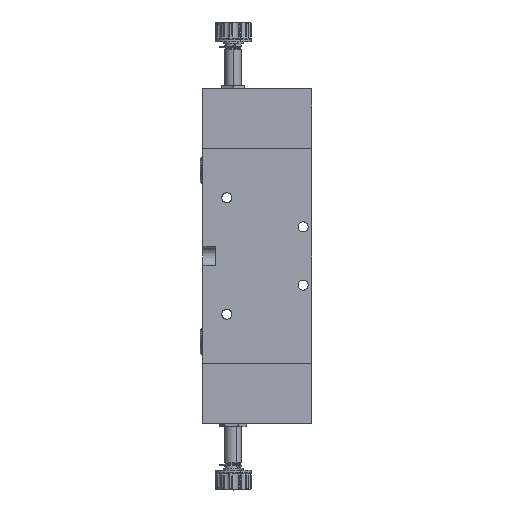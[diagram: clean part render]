
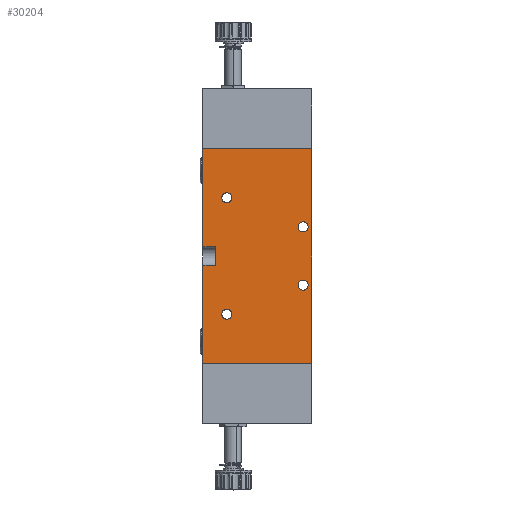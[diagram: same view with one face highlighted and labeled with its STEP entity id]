
A CAD part, left-side view. The second image highlights one B-rep face of the part: STEP entity #30204.
In plain terms, the highlighted planar face has unit normal (-1, 0, 0).
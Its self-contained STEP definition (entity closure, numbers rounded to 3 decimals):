
#509 = LINE ( 'NONE', #76218, #36437 ) ;
#663 = FACE_BOUND ( 'NONE', #55973, .T. ) ;
#1816 = LINE ( 'NONE', #78768, #37760 ) ;
#1936 = CARTESIAN_POINT ( 'NONE',  ( -20., 16.8, 93.75 ) ) ;
#2592 = EDGE_CURVE ( 'NONE', #35743, #77770, #77327, .T. ) ;
#3329 = CARTESIAN_POINT ( 'NONE',  ( -20., 16.8, 29.75 ) ) ;
#3466 = VERTEX_POINT ( 'NONE', #1936 ) ;
#3937 = CARTESIAN_POINT ( 'NONE',  ( -20., 23., 64. ) ) ;
#4404 = VERTEX_POINT ( 'NONE', #37156 ) ;
#4680 = DIRECTION ( 'NONE',  ( 1., 0., 0. ) ) ;
#4834 = LINE ( 'NONE', #75512, #27090 ) ;
#6402 = CARTESIAN_POINT ( 'NONE',  ( -20., 23., 54. ) ) ;
#7610 = ORIENTED_EDGE ( 'NONE', *, *, #16794, .T. ) ;
#8832 = DIRECTION ( 'NONE',  ( 0., 0., -1. ) ) ;
#8943 = CIRCLE ( 'NONE', #71114, 2.75 ) ;
#9066 = VECTOR ( 'NONE', #8832, 1000. ) ;
#9344 = AXIS2_PLACEMENT_3D ( 'NONE', #45266, #4680, #52010 ) ;
#10203 = EDGE_CURVE ( 'NONE', #24216, #77770, #1816, .T. ) ;
#10326 = CARTESIAN_POINT ( 'NONE',  ( -20., 16.8, 27. ) ) ;
#11223 = ORIENTED_EDGE ( 'NONE', *, *, #2592, .T. ) ;
#12232 = DIRECTION ( 'NONE',  ( 1., 0., 0. ) ) ;
#16433 = FACE_BOUND ( 'NONE', #86501, .T. ) ;
#16496 = CARTESIAN_POINT ( 'NONE',  ( -20., -30., 64. ) ) ;
#16794 = EDGE_CURVE ( 'NONE', #23679, #67246, #77756, .T. ) ;
#17087 = DIRECTION ( 'NONE',  ( 0., 0., -1. ) ) ;
#20831 = DIRECTION ( 'NONE',  ( 1., 0., 0. ) ) ;
#22500 = DIRECTION ( 'NONE',  ( 1., 0., 0. ) ) ;
#22618 = ORIENTED_EDGE ( 'NONE', *, *, #76854, .T. ) ;
#22805 = CARTESIAN_POINT ( 'NONE',  ( -20., 16.8, 88.25 ) ) ;
#22847 = VERTEX_POINT ( 'NONE', #60009 ) ;
#23424 = VERTEX_POINT ( 'NONE', #3329 ) ;
#23679 = VERTEX_POINT ( 'NONE', #60313 ) ;
#24216 = VERTEX_POINT ( 'NONE', #6402 ) ;
#25044 = EDGE_LOOP ( 'NONE', ( #35173, #11223, #67307, #86081, #72598, #65978, #84480, #67535 ) ) ;
#25047 = LINE ( 'NONE', #53779, #56801 ) ;
#25083 = CARTESIAN_POINT ( 'NONE',  ( -20., -25.2, 75. ) ) ;
#25415 = VECTOR ( 'NONE', #30149, 1000. ) ;
#25427 = DIRECTION ( 'NONE',  ( 0., 0., -1. ) ) ;
#26901 = EDGE_CURVE ( 'NONE', #24216, #59892, #25047, .T. ) ;
#27090 = VECTOR ( 'NONE', #68767, 1000. ) ;
#27299 = CIRCLE ( 'NONE', #73858, 2.75 ) ;
#28945 = CARTESIAN_POINT ( 'NONE',  ( -20., 16.8, 91. ) ) ;
#29160 = LINE ( 'NONE', #37797, #45057 ) ;
#29628 = AXIS2_PLACEMENT_3D ( 'NONE', #28945, #76263, #35744 ) ;
#29778 = AXIS2_PLACEMENT_3D ( 'NONE', #52768, #12232, #59520 ) ;
#30004 = ORIENTED_EDGE ( 'NONE', *, *, #82599, .T. ) ;
#30149 = DIRECTION ( 'NONE',  ( 0., -1., 0. ) ) ;
#30204 = ADVANCED_FACE ( 'NONE', ( #86441, #663, #36602, #16433, #68360 ), #34204, .F. ) ;
#30962 = EDGE_CURVE ( 'NONE', #22847, #31049, #29160, .T. ) ;
#31049 = VERTEX_POINT ( 'NONE', #65881 ) ;
#31200 = EDGE_CURVE ( 'NONE', #72260, #74421, #509, .T. ) ;
#31737 = EDGE_CURVE ( 'NONE', #22847, #35743, #4834, .T. ) ;
#31908 = DIRECTION ( 'NONE',  ( 0., 0., -1. ) ) ;
#32784 = CARTESIAN_POINT ( 'NONE',  ( -20., 16.8, 27. ) ) ;
#32826 = VERTEX_POINT ( 'NONE', #62280 ) ;
#34204 = PLANE ( 'NONE',  #83705 ) ;
#34446 = AXIS2_PLACEMENT_3D ( 'NONE', #25083, #72465, #31908 ) ;
#35173 = ORIENTED_EDGE ( 'NONE', *, *, #31737, .T. ) ;
#35743 = VERTEX_POINT ( 'NONE', #47251 ) ;
#35744 = DIRECTION ( 'NONE',  ( 0., 0., -1. ) ) ;
#36437 = VECTOR ( 'NONE', #55776, 1000. ) ;
#36602 = FACE_OUTER_BOUND ( 'NONE', #25044, .T. ) ;
#36966 = EDGE_CURVE ( 'NONE', #31049, #74421, #65192, .T. ) ;
#37156 = CARTESIAN_POINT ( 'NONE',  ( -20., 16.8, 24.25 ) ) ;
#37760 = VECTOR ( 'NONE', #71960, 1000. ) ;
#37797 = CARTESIAN_POINT ( 'NONE',  ( -20., -30., 118. ) ) ;
#39560 = CARTESIAN_POINT ( 'NONE',  ( -20., 16.8, 91. ) ) ;
#39577 = DIRECTION ( 'NONE',  ( 0., 0., -1. ) ) ;
#40775 = ORIENTED_EDGE ( 'NONE', *, *, #61320, .T. ) ;
#42538 = EDGE_LOOP ( 'NONE', ( #43651, #47123 ) ) ;
#42583 = CARTESIAN_POINT ( 'NONE',  ( -20., -25.2, 40.25 ) ) ;
#43651 = ORIENTED_EDGE ( 'NONE', *, *, #63127, .T. ) ;
#44389 = CIRCLE ( 'NONE', #71503, 2.75 ) ;
#45057 = VECTOR ( 'NONE', #78344, 1000. ) ;
#45266 = CARTESIAN_POINT ( 'NONE',  ( -20., -25.2, 43. ) ) ;
#46379 = DIRECTION ( 'NONE',  ( 0., 0., -1. ) ) ;
#47123 = ORIENTED_EDGE ( 'NONE', *, *, #78304, .T. ) ;
#47251 = CARTESIAN_POINT ( 'NONE',  ( -20., 30., 64. ) ) ;
#48194 = CARTESIAN_POINT ( 'NONE',  ( -20., 30., 0. ) ) ;
#50087 = ORIENTED_EDGE ( 'NONE', *, *, #70779, .T. ) ;
#52010 = DIRECTION ( 'NONE',  ( 0., 0., -1. ) ) ;
#52768 = CARTESIAN_POINT ( 'NONE',  ( -20., -25.2, 43. ) ) ;
#53441 = CARTESIAN_POINT ( 'NONE',  ( -20., -25.2, 77.75 ) ) ;
#53779 = CARTESIAN_POINT ( 'NONE',  ( -20., -30., 54. ) ) ;
#54259 = EDGE_CURVE ( 'NONE', #59892, #72260, #73246, .T. ) ;
#55776 = DIRECTION ( 'NONE',  ( 0., -1., 0. ) ) ;
#55973 = EDGE_LOOP ( 'NONE', ( #69448, #7610 ) ) ;
#56801 = VECTOR ( 'NONE', #60552, 1000. ) ;
#57617 = DIRECTION ( 'NONE',  ( 1., 0., 0. ) ) ;
#59520 = DIRECTION ( 'NONE',  ( 0., 0., -1. ) ) ;
#59868 = EDGE_CURVE ( 'NONE', #67246, #23679, #69187, .T. ) ;
#59892 = VERTEX_POINT ( 'NONE', #80324 ) ;
#60009 = CARTESIAN_POINT ( 'NONE',  ( -20., 30., 118. ) ) ;
#60313 = CARTESIAN_POINT ( 'NONE',  ( -20., -25.2, 45.75 ) ) ;
#60552 = DIRECTION ( 'NONE',  ( 0., 1., 0. ) ) ;
#61320 = EDGE_CURVE ( 'NONE', #32826, #69618, #76237, .T. ) ;
#61386 = CARTESIAN_POINT ( 'NONE',  ( -20., -30., 118. ) ) ;
#62280 = CARTESIAN_POINT ( 'NONE',  ( -20., -25.2, 72.25 ) ) ;
#63095 = CARTESIAN_POINT ( 'NONE',  ( -20., -25.2, 75. ) ) ;
#63127 = EDGE_CURVE ( 'NONE', #4404, #23424, #67522, .T. ) ;
#65192 = LINE ( 'NONE', #69518, #9066 ) ;
#65881 = CARTESIAN_POINT ( 'NONE',  ( -20., -30., 118. ) ) ;
#65978 = ORIENTED_EDGE ( 'NONE', *, *, #31200, .T. ) ;
#67246 = VERTEX_POINT ( 'NONE', #42583 ) ;
#67307 = ORIENTED_EDGE ( 'NONE', *, *, #10203, .F. ) ;
#67522 = CIRCLE ( 'NONE', #70866, 2.75 ) ;
#67535 = ORIENTED_EDGE ( 'NONE', *, *, #30962, .F. ) ;
#68226 = DIRECTION ( 'NONE',  ( 0., 0., -1. ) ) ;
#68360 = FACE_BOUND ( 'NONE', #42538, .T. ) ;
#68767 = DIRECTION ( 'NONE',  ( 0., 0., -1. ) ) ;
#68793 = VERTEX_POINT ( 'NONE', #22805 ) ;
#69187 = CIRCLE ( 'NONE', #29778, 2.75 ) ;
#69448 = ORIENTED_EDGE ( 'NONE', *, *, #59868, .T. ) ;
#69518 = CARTESIAN_POINT ( 'NONE',  ( -20., -30., 118. ) ) ;
#69618 = VERTEX_POINT ( 'NONE', #53441 ) ;
#69899 = DIRECTION ( 'NONE',  ( 0., 0., -1. ) ) ;
#70779 = EDGE_CURVE ( 'NONE', #68793, #3466, #84976, .T. ) ;
#70866 = AXIS2_PLACEMENT_3D ( 'NONE', #32784, #80157, #39577 ) ;
#71114 = AXIS2_PLACEMENT_3D ( 'NONE', #10326, #57617, #17087 ) ;
#71116 = VECTOR ( 'NONE', #25427, 1000. ) ;
#71503 = AXIS2_PLACEMENT_3D ( 'NONE', #63095, #22500, #69899 ) ;
#71960 = DIRECTION ( 'NONE',  ( 0., 0., 1. ) ) ;
#72260 = VERTEX_POINT ( 'NONE', #48194 ) ;
#72465 = DIRECTION ( 'NONE',  ( 1., 0., 0. ) ) ;
#72598 = ORIENTED_EDGE ( 'NONE', *, *, #54259, .T. ) ;
#73246 = LINE ( 'NONE', #86504, #71116 ) ;
#73858 = AXIS2_PLACEMENT_3D ( 'NONE', #39560, #86977, #46379 ) ;
#74421 = VERTEX_POINT ( 'NONE', #74456 ) ;
#74456 = CARTESIAN_POINT ( 'NONE',  ( -20., -30., 0. ) ) ;
#75512 = CARTESIAN_POINT ( 'NONE',  ( -20., 30., 118. ) ) ;
#76218 = CARTESIAN_POINT ( 'NONE',  ( -20., -30., 0. ) ) ;
#76237 = CIRCLE ( 'NONE', #34446, 2.75 ) ;
#76263 = DIRECTION ( 'NONE',  ( 1., 0., 0. ) ) ;
#76854 = EDGE_CURVE ( 'NONE', #3466, #68793, #27299, .T. ) ;
#77327 = LINE ( 'NONE', #16496, #25415 ) ;
#77756 = CIRCLE ( 'NONE', #9344, 2.75 ) ;
#77770 = VERTEX_POINT ( 'NONE', #3937 ) ;
#78304 = EDGE_CURVE ( 'NONE', #23424, #4404, #8943, .T. ) ;
#78344 = DIRECTION ( 'NONE',  ( 0., -1., 0. ) ) ;
#78451 = EDGE_LOOP ( 'NONE', ( #40775, #30004 ) ) ;
#78768 = CARTESIAN_POINT ( 'NONE',  ( -20., 23., 118. ) ) ;
#80157 = DIRECTION ( 'NONE',  ( 1., 0., 0. ) ) ;
#80324 = CARTESIAN_POINT ( 'NONE',  ( -20., 30., 54. ) ) ;
#82599 = EDGE_CURVE ( 'NONE', #69618, #32826, #44389, .T. ) ;
#83705 = AXIS2_PLACEMENT_3D ( 'NONE', #61386, #20831, #68226 ) ;
#84480 = ORIENTED_EDGE ( 'NONE', *, *, #36966, .F. ) ;
#84976 = CIRCLE ( 'NONE', #29628, 2.75 ) ;
#86081 = ORIENTED_EDGE ( 'NONE', *, *, #26901, .T. ) ;
#86441 = FACE_BOUND ( 'NONE', #78451, .T. ) ;
#86501 = EDGE_LOOP ( 'NONE', ( #50087, #22618 ) ) ;
#86504 = CARTESIAN_POINT ( 'NONE',  ( -20., 30., 118. ) ) ;
#86977 = DIRECTION ( 'NONE',  ( 1., 0., 0. ) ) ;
